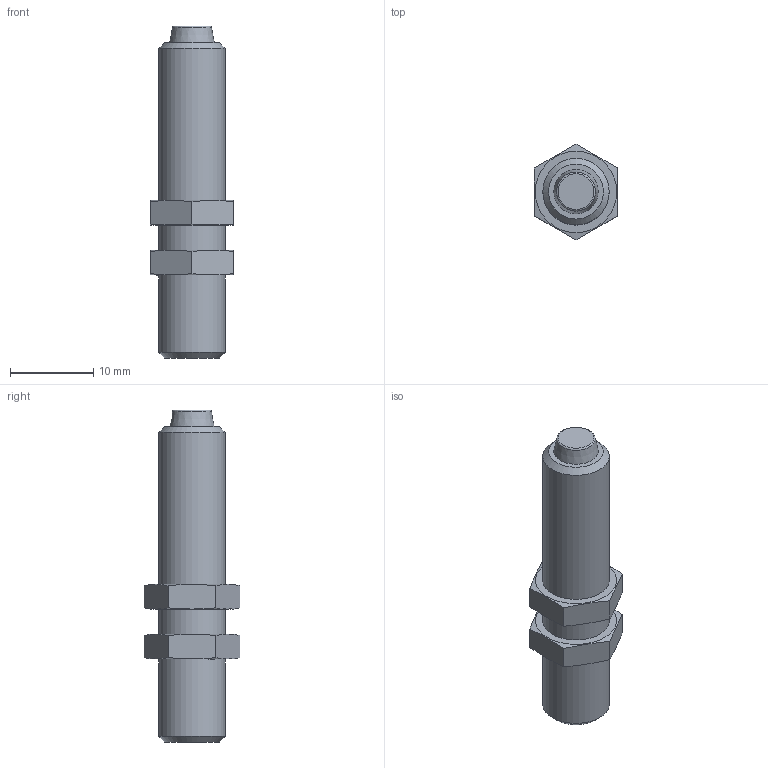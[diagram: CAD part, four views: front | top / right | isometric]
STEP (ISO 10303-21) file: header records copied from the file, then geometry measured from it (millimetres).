
FILE_DESCRIPTION(/* description */ ('STEP AP214'),/* implementation_level */ '2;1');
FILE_NAME(/* name */ '1179834_DYEF-M8-Y1',/* time_stamp */ '2024-08-21T12:59:47+02:00',/* author */ ('License CC BY-ND 4.0'),/* organization */ ('CADENAS'),/* preprocessor_version */ 'ST-DEVELOPER v19.3',/* originating_system */ 'PARTsolutions',/* authorisation */ ' ');
FILE_SCHEMA (('AUTOMOTIVE_DESIGN {1 0 10303 214 3 1 1}'));
Length unit declared in the file: millimetre
Products named in the file (3): 1179834 DYEF-M8-Y1; 699439 DGSL-10-P; 367241 Flachmutter M8X1-3-10
Assembly tree (3 placements, depth 2):
  1179834 DYEF-M8-Y1
    699439 DGSL-10-P
    367241 Flachmutter M8X1-3-10  x2
Bounding box: 10 x 11.55 x 40 mm (x, y, z)
Volume: 2195.2 mm3; surface area: 1590.7 mm2
Topology: 3 solids, 3 shells, 48 faces, 108 edges, 67 vertices
Faces by surface type: plane 31, cone 12, cylinder 4, torus 1
Full cylindrical faces by diameter (mm): 2.5 x1, 6.917 x2, 8 x1
Entity records: 1115 total; most frequent: CARTESIAN_POINT 186, DIRECTION 148, ORIENTED_EDGE 124, EDGE_CURVE 62, AXIS2_PLACEMENT_3D 59, FACE_BOUND 51, EDGE_LOOP 50, VERTEX_POINT 45
